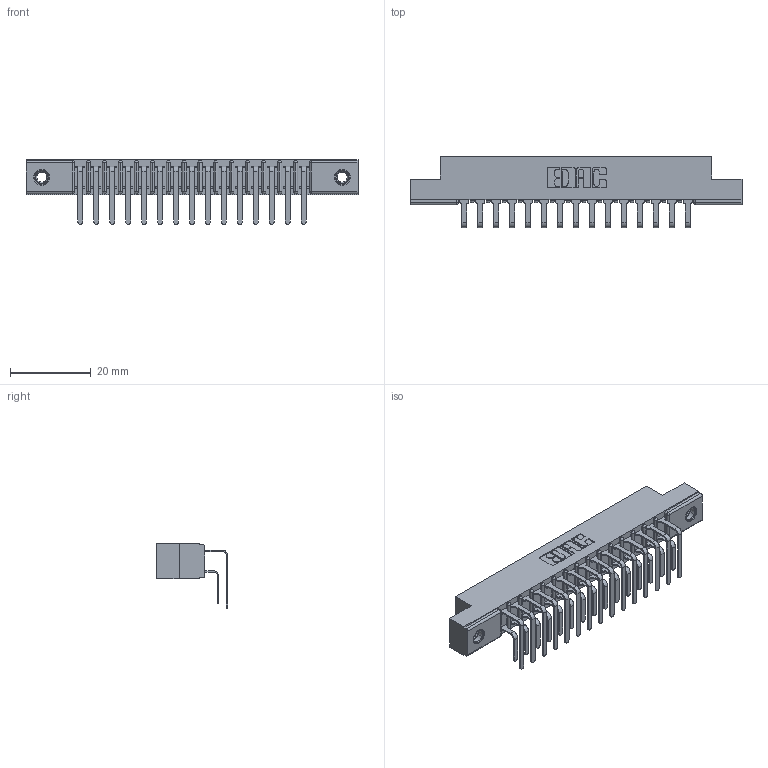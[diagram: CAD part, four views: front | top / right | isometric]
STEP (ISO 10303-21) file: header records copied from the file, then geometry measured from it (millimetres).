
FILE_DESCRIPTION (( 'STEP AP203' ), '1' );
FILE_NAME ('307-015-459-107.STEP', '2020-09-25T17:22:58', ( '' ), ( '' ), 'SwSTEP 2.0', 'SolidWorks 2020', '' );
FILE_SCHEMA (( 'CONFIG_CONTROL_DESIGN' ));
Length unit declared in the file: inch
Products named in the file (5): 345-250-001_345-250-005-103; 307-015-459-107; 307 Part_.156 Dia Mounting Holes; 307-290-001_559 - 2 (Single); 307-290-001_558 559 - 1 (Single)
Assembly tree (33 placements, depth 2):
  307-015-459-107
    307 Part_.156 Dia Mounting Holes
    307-290-001_558 559 - 1 (Single)  x15
    307-290-001_559 - 2 (Single)  x15
    345-250-001_345-250-005-103  x2
Bounding box: 82.45 x 17.69 x 16.08 mm (x, y, z)
Volume: 5513.3 mm3; surface area: 10159.6 mm2
Topology: 33 solids, 33 shells, 1694 faces, 4719 edges, 3054 vertices
Faces by surface type: plane 1092, cylinder 554, sphere 32, cone 12, torus 4
Entity records: 19300 total; most frequent: CARTESIAN_POINT 3152, ORIENTED_EDGE 3114, DIRECTION 3107, EDGE_CURVE 1557, VECTOR 1181, LINE 1181, VERTEX_POINT 1008, AXIS2_PLACEMENT_3D 963
